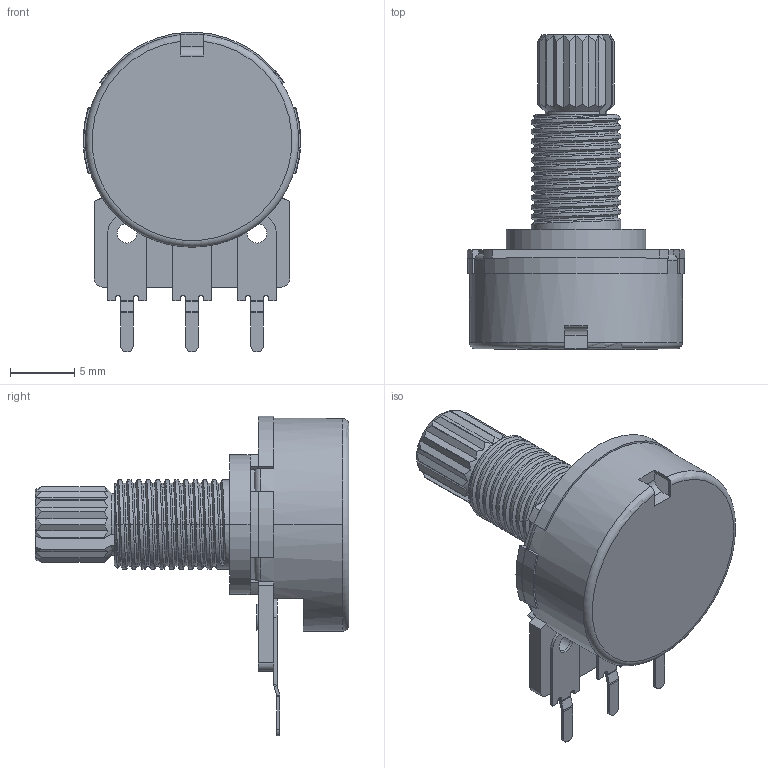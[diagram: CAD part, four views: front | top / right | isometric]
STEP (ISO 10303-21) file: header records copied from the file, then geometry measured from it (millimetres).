
FILE_DESCRIPTION((''),'2;1');
FILE_NAME('P160KN_ASM','2017-01-26T15:13:28',('bmozley'),(''),'CREO PARAMETRIC BY PTC INC, 2016390','CREO PARAMETRIC BY PTC INC, 2016390','');
FILE_SCHEMA(('CONFIG_CONTROL_DESIGN'));
Length unit declared in the file: inch
Products named in the file (7): BM-251; BM-252; BM-253; BM-239-12; BM-254-1; BM-396; P160KN_ASM
Assembly tree (8 placements, depth 2):
  P160KN_ASM
    BM-251
    BM-252
    BM-253
    BM-239-12
    BM-254-1
    BM-396  x3
Bounding box: 17.02 x 24.51 x 24.97 mm (x, y, z)
Volume: 888.7 mm3; surface area: 3082.5 mm2
Topology: 8 solids, 8 shells, 350 faces, 940 edges, 606 vertices
Faces by surface type: plane 193, cylinder 125, bspline 12, torus 10, cone 10
Entity records: 13025 total; most frequent: CARTESIAN_POINT 5665, ORIENTED_EDGE 1584, DIRECTION 1416, EDGE_CURVE 792, VERTEX_POINT 518, AXIS2_PLACEMENT_3D 500, VECTOR 416, LINE 416
